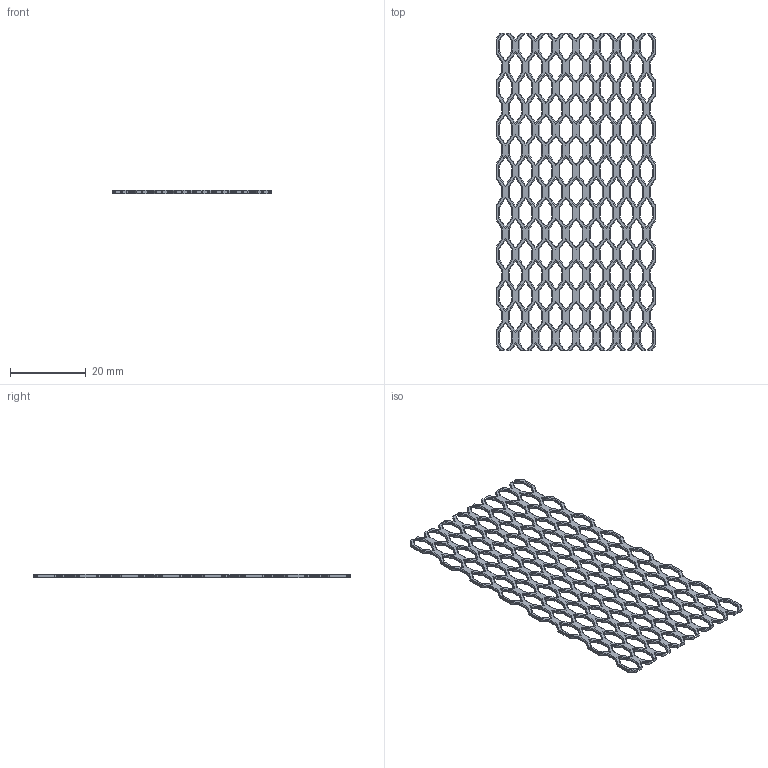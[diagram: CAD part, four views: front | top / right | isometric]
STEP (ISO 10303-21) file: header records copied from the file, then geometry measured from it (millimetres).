
FILE_DESCRIPTION(('FreeCAD Model'),'2;1');
FILE_NAME('Open CASCADE Shape Model','2025-05-04T11:21:10',('FreeCAD'),( 'FreeCAD'),'Open CASCADE STEP processor 7.6','FreeCAD','Unknown');
FILE_SCHEMA(('AUTOMOTIVE_DESIGN { 1 0 10303 214 1 1 1 1 }'));
Products named in the file (1): Open CASCADE STEP translator 7.6 1
Bounding box: 41.79 x 83.59 x 0.84 mm (x, y, z)
Volume: 1165.5 mm3; surface area: 4338.7 mm2
Topology: 1 solids, 1 shells, 2306 faces, 5504 edges, 3200 vertices
Faces by surface type: bspline 2306
Entity records: 58278 total; most frequent: CARTESIAN_POINT 23433, ORIENTED_EDGE 11008, EDGE_CURVE 5504, B_SPLINE_CURVE_WITH_KNOTS 5504, VERTEX_POINT 3200, FACE_BOUND 2500, EDGE_LOOP 2500, ADVANCED_FACE 2306
